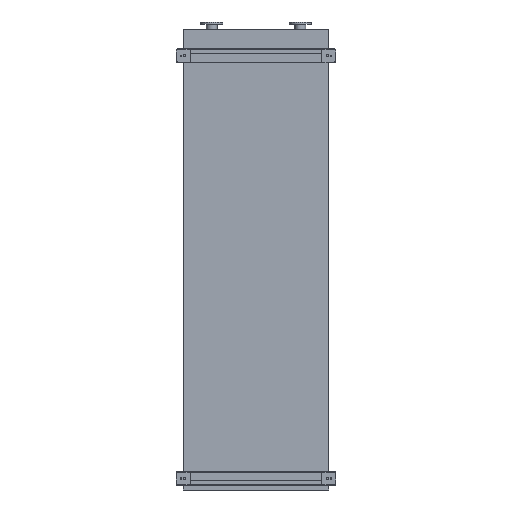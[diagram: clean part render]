
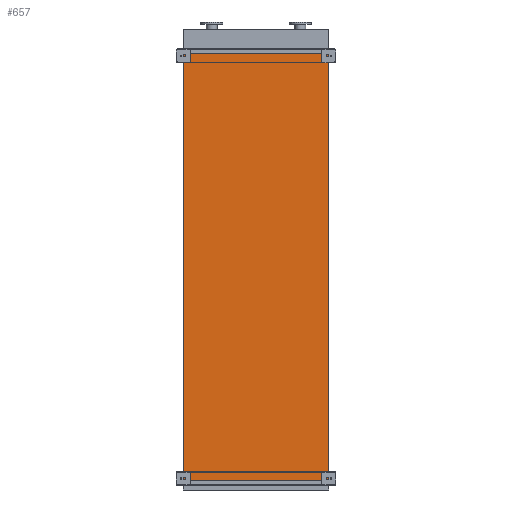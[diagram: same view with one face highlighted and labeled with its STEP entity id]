
A CAD part, front view. The second image highlights one B-rep face of the part: STEP entity #657.
In plain terms, the highlighted planar face has unit normal (0, -1, 0).
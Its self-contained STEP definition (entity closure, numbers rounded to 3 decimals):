
#657 = ADVANCED_FACE ( 'NONE', ( #7006 ), #17436, .T. ) ;
#789 = CARTESIAN_POINT ( 'NONE',  ( -725., 0., -4250. ) ) ;
#2393 = LINE ( 'NONE', #3189, #20864 ) ;
#2648 = EDGE_CURVE ( 'NONE', #3581, #23017, #23304, .T. ) ;
#3189 = CARTESIAN_POINT ( 'NONE',  ( -725., 0., 0. ) ) ;
#3581 = VERTEX_POINT ( 'NONE', #19527 ) ;
#4806 = VECTOR ( 'NONE', #22897, 1000. ) ;
#4877 = DIRECTION ( 'NONE',  ( 0., 0., 1. ) ) ;
#6068 = CARTESIAN_POINT ( 'NONE',  ( 725., 0., 0. ) ) ;
#6395 = EDGE_CURVE ( 'NONE', #15746, #6989, #2393, .T. ) ;
#6989 = VERTEX_POINT ( 'NONE', #6068 ) ;
#7006 = FACE_OUTER_BOUND ( 'NONE', #18253, .T. ) ;
#7191 = CARTESIAN_POINT ( 'NONE',  ( -725., 0., 0. ) ) ;
#7363 = VECTOR ( 'NONE', #4877, 1000. ) ;
#8258 = CARTESIAN_POINT ( 'NONE',  ( -725., 0., -4250. ) ) ;
#8554 = ORIENTED_EDGE ( 'NONE', *, *, #13747, .F. ) ;
#9726 = LINE ( 'NONE', #789, #4806 ) ;
#9807 = VECTOR ( 'NONE', #22872, 1000. ) ;
#11824 = AXIS2_PLACEMENT_3D ( 'NONE', #8258, #22957, #11976 ) ;
#11959 = CARTESIAN_POINT ( 'NONE',  ( -725., 0., -4250. ) ) ;
#11976 = DIRECTION ( 'NONE',  ( 0., 0., -1. ) ) ;
#12259 = LINE ( 'NONE', #17757, #7363 ) ;
#13465 = ORIENTED_EDGE ( 'NONE', *, *, #2648, .T. ) ;
#13747 = EDGE_CURVE ( 'NONE', #3581, #15746, #9726, .T. ) ;
#14932 = EDGE_CURVE ( 'NONE', #23017, #6989, #12259, .T. ) ;
#15746 = VERTEX_POINT ( 'NONE', #7191 ) ;
#16112 = DIRECTION ( 'NONE',  ( 1., 0., 0. ) ) ;
#16579 = CARTESIAN_POINT ( 'NONE',  ( 725., 0., -4250. ) ) ;
#17436 = PLANE ( 'NONE',  #11824 ) ;
#17757 = CARTESIAN_POINT ( 'NONE',  ( 725., 0., -4250. ) ) ;
#18253 = EDGE_LOOP ( 'NONE', ( #22069, #8554, #13465, #18896 ) ) ;
#18896 = ORIENTED_EDGE ( 'NONE', *, *, #14932, .T. ) ;
#19527 = CARTESIAN_POINT ( 'NONE',  ( -725., 0., -4250. ) ) ;
#20864 = VECTOR ( 'NONE', #16112, 1000. ) ;
#22069 = ORIENTED_EDGE ( 'NONE', *, *, #6395, .F. ) ;
#22872 = DIRECTION ( 'NONE',  ( 1., 0., 0. ) ) ;
#22897 = DIRECTION ( 'NONE',  ( 0., 0., 1. ) ) ;
#22957 = DIRECTION ( 'NONE',  ( 0., -1., 0. ) ) ;
#23017 = VERTEX_POINT ( 'NONE', #16579 ) ;
#23304 = LINE ( 'NONE', #11959, #9807 ) ;
